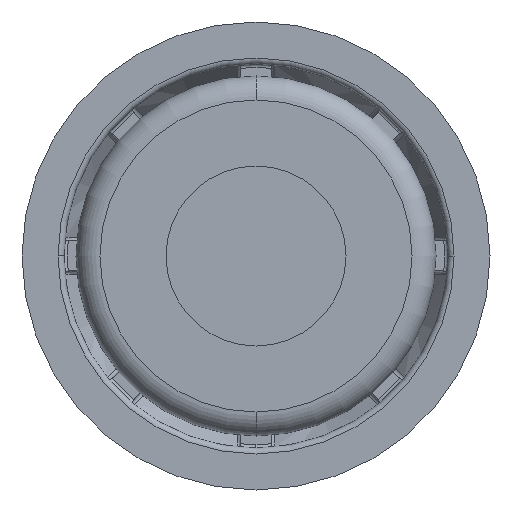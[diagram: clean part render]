
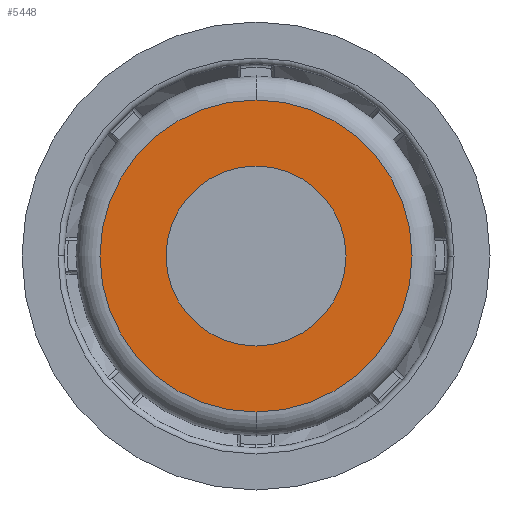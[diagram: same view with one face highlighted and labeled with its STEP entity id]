
A CAD part, front view. The second image highlights one B-rep face of the part: STEP entity #5448.
In plain terms, the highlighted planar face has unit normal (0, -1, 0).
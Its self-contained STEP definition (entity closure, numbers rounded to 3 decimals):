
#82 = EDGE_LOOP ( 'NONE', ( #5045, #3741 ) ) ;
#185 = PLANE ( 'NONE',  #1011 ) ;
#323 = VERTEX_POINT ( 'NONE', #3649 ) ;
#362 = DIRECTION ( 'NONE',  ( 0., 0., -1. ) ) ;
#411 = CIRCLE ( 'NONE', #5559, 7.5 ) ;
#447 = CARTESIAN_POINT ( 'NONE',  ( 0., -3., 13. ) ) ;
#889 = VERTEX_POINT ( 'NONE', #447 ) ;
#1005 = CIRCLE ( 'NONE', #4785, 13. ) ;
#1011 = AXIS2_PLACEMENT_3D ( 'NONE', #3062, #5906, #5839 ) ;
#1164 = DIRECTION ( 'NONE',  ( 0., 1., 0. ) ) ;
#1717 = ORIENTED_EDGE ( 'NONE', *, *, #4950, .F. ) ;
#1790 = DIRECTION ( 'NONE',  ( 0., 1., 0. ) ) ;
#2082 = DIRECTION ( 'NONE',  ( 0., 0., -1. ) ) ;
#2296 = VERTEX_POINT ( 'NONE', #4432 ) ;
#2471 = AXIS2_PLACEMENT_3D ( 'NONE', #5391, #1164, #4954 ) ;
#2474 = ORIENTED_EDGE ( 'NONE', *, *, #5400, .F. ) ;
#3062 = CARTESIAN_POINT ( 'NONE',  ( 7.5, -3., 0. ) ) ;
#3108 = VERTEX_POINT ( 'NONE', #5587 ) ;
#3352 = FACE_OUTER_BOUND ( 'NONE', #5963, .T. ) ;
#3429 = CIRCLE ( 'NONE', #2471, 13. ) ;
#3649 = CARTESIAN_POINT ( 'NONE',  ( 0., -3., -7.5 ) ) ;
#3741 = ORIENTED_EDGE ( 'NONE', *, *, #4128, .T. ) ;
#3846 = DIRECTION ( 'NONE',  ( 0., 0., -1. ) ) ;
#4128 = EDGE_CURVE ( 'NONE', #2296, #323, #411, .T. ) ;
#4131 = CARTESIAN_POINT ( 'NONE',  ( 0., -3., 0. ) ) ;
#4405 = DIRECTION ( 'NONE',  ( 0., 1., 0. ) ) ;
#4432 = CARTESIAN_POINT ( 'NONE',  ( 0., -3., 7.5 ) ) ;
#4515 = FACE_BOUND ( 'NONE', #82, .T. ) ;
#4785 = AXIS2_PLACEMENT_3D ( 'NONE', #4131, #1790, #362 ) ;
#4950 = EDGE_CURVE ( 'NONE', #3108, #889, #1005, .T. ) ;
#4954 = DIRECTION ( 'NONE',  ( 0., 0., -1. ) ) ;
#5043 = CIRCLE ( 'NONE', #5602, 7.5 ) ;
#5045 = ORIENTED_EDGE ( 'NONE', *, *, #5329, .T. ) ;
#5329 = EDGE_CURVE ( 'NONE', #323, #2296, #5043, .T. ) ;
#5334 = DIRECTION ( 'NONE',  ( 0., 1., 0. ) ) ;
#5391 = CARTESIAN_POINT ( 'NONE',  ( 0., -3., 0. ) ) ;
#5400 = EDGE_CURVE ( 'NONE', #889, #3108, #3429, .T. ) ;
#5448 = ADVANCED_FACE ( 'NONE', ( #3352, #4515 ), #185, .T. ) ;
#5559 = AXIS2_PLACEMENT_3D ( 'NONE', #5892, #4405, #2082 ) ;
#5587 = CARTESIAN_POINT ( 'NONE',  ( 0., -3., -13. ) ) ;
#5602 = AXIS2_PLACEMENT_3D ( 'NONE', #5752, #5334, #3846 ) ;
#5752 = CARTESIAN_POINT ( 'NONE',  ( 0., -3., 0. ) ) ;
#5839 = DIRECTION ( 'NONE',  ( 0., 0., -1. ) ) ;
#5892 = CARTESIAN_POINT ( 'NONE',  ( 0., -3., 0. ) ) ;
#5906 = DIRECTION ( 'NONE',  ( 0., -1., 0. ) ) ;
#5963 = EDGE_LOOP ( 'NONE', ( #1717, #2474 ) ) ;
